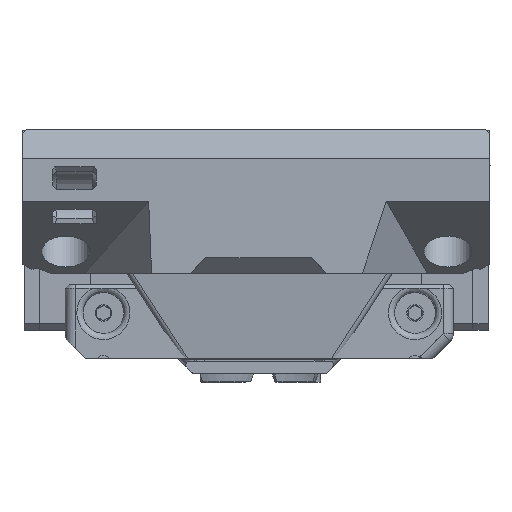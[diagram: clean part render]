
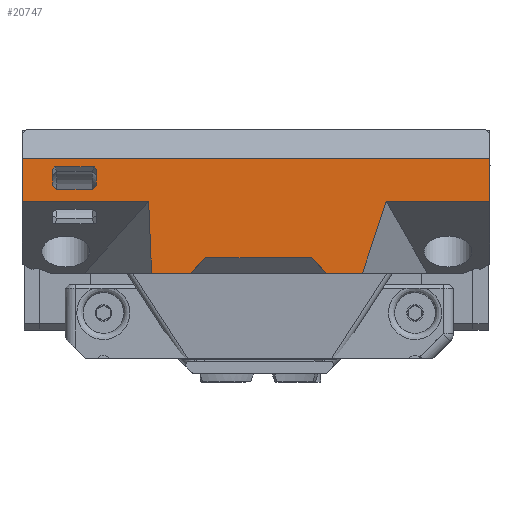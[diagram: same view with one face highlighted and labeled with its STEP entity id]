
A CAD part, top view. The second image highlights one B-rep face of the part: STEP entity #20747.
In plain terms, the highlighted planar face has unit normal (0, 0, 1).
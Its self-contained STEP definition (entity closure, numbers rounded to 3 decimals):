
#473=B_SPLINE_CURVE_WITH_KNOTS('',3,(#37686,#37687,#37688,#37689),
 .UNSPECIFIED.,.F.,.F.,(4,4),(0.012,0.045),
 .UNSPECIFIED.);
#476=B_SPLINE_CURVE_WITH_KNOTS('',3,(#37721,#37722,#37723,#37724),
 .UNSPECIFIED.,.F.,.F.,(4,4),(-0.045,-0.012),
 .UNSPECIFIED.);
#921=FACE_BOUND('',#3775,.T.);
#1454=PLANE('',#22512);
#2507=FACE_OUTER_BOUND('',#3774,.T.);
#3774=EDGE_LOOP('',(#17704,#17705,#17706,#17707,#17708,#17709,#17710,#17711,
#17712,#17713,#17714,#17715));
#3775=EDGE_LOOP('',(#17716,#17717,#17718,#17719,#17720,#17721,#17722,#17723));
#5149=LINE('',#35365,#7036);
#5153=LINE('',#35373,#7040);
#5176=LINE('',#35422,#7063);
#5179=LINE('',#35427,#7066);
#5180=LINE('',#35429,#7067);
#5183=LINE('',#35497,#7070);
#5188=LINE('',#35612,#7075);
#5194=LINE('',#35633,#7081);
#5322=LINE('',#37698,#7209);
#5323=LINE('',#37728,#7210);
#5346=LINE('',#37773,#7233);
#5347=LINE('',#37777,#7234);
#5348=LINE('',#37779,#7235);
#5352=LINE('',#37787,#7239);
#5368=LINE('',#37825,#7255);
#5370=LINE('',#37829,#7257);
#5373=LINE('',#37836,#7260);
#5374=LINE('',#37838,#7261);
#7036=VECTOR('',#26261,10.);
#7040=VECTOR('',#26265,10.);
#7063=VECTOR('',#26302,10.);
#7066=VECTOR('',#26307,10.);
#7067=VECTOR('',#26310,10.);
#7070=VECTOR('',#26347,10.);
#7075=VECTOR('',#26360,10.);
#7081=VECTOR('',#26370,10.);
#7209=VECTOR('',#26720,10.);
#7210=VECTOR('',#26723,10.);
#7233=VECTOR('',#26774,10.);
#7234=VECTOR('',#26779,10.);
#7235=VECTOR('',#26782,10.);
#7239=VECTOR('',#26794,10.);
#7255=VECTOR('',#26838,10.);
#7257=VECTOR('',#26842,10.);
#7260=VECTOR('',#26851,10.);
#7261=VECTOR('',#26854,10.);
#9619=VERTEX_POINT('',#35362);
#9620=VERTEX_POINT('',#35364);
#9623=VERTEX_POINT('',#35370);
#9624=VERTEX_POINT('',#35372);
#9643=VERTEX_POINT('',#35421);
#9644=VERTEX_POINT('',#35425);
#9662=VERTEX_POINT('',#35488);
#9663=VERTEX_POINT('',#35496);
#9678=VERTEX_POINT('',#35609);
#9679=VERTEX_POINT('',#35611);
#9682=VERTEX_POINT('',#35624);
#9685=VERTEX_POINT('',#35631);
#9859=VERTEX_POINT('',#37685);
#9860=VERTEX_POINT('',#37697);
#9861=VERTEX_POINT('',#37726);
#9862=VERTEX_POINT('',#37727);
#9870=VERTEX_POINT('',#37771);
#9871=VERTEX_POINT('',#37775);
#9879=VERTEX_POINT('',#37824);
#9880=VERTEX_POINT('',#37828);
#12203=EDGE_CURVE('',#9620,#9619,#5149,.T.);
#12207=EDGE_CURVE('',#9624,#9623,#5153,.T.);
#12232=EDGE_CURVE('',#9620,#9643,#5176,.T.);
#12235=EDGE_CURVE('',#9644,#9623,#5179,.T.);
#12236=EDGE_CURVE('',#9644,#9643,#5180,.T.);
#12256=EDGE_CURVE('',#9663,#9662,#5183,.T.);
#12276=EDGE_CURVE('',#9679,#9678,#5188,.T.);
#12284=EDGE_CURVE('',#9682,#9685,#5194,.T.);
#12540=EDGE_CURVE('',#9679,#9859,#473,.T.);
#12542=EDGE_CURVE('',#9859,#9860,#5322,.T.);
#12544=EDGE_CURVE('',#9860,#9662,#476,.T.);
#12545=EDGE_CURVE('',#9861,#9862,#5323,.T.);
#12569=EDGE_CURVE('',#9678,#9870,#5346,.T.);
#12571=EDGE_CURVE('',#9870,#9871,#5347,.T.);
#12572=EDGE_CURVE('',#9871,#9663,#5348,.T.);
#12576=EDGE_CURVE('',#9682,#9862,#5352,.T.);
#12593=EDGE_CURVE('',#9861,#9879,#5368,.T.);
#12595=EDGE_CURVE('',#9880,#9879,#5370,.T.);
#12599=EDGE_CURVE('',#9880,#9619,#5373,.T.);
#12600=EDGE_CURVE('',#9685,#9624,#5374,.T.);
#17704=ORIENTED_EDGE('',*,*,#12599,.F.);
#17705=ORIENTED_EDGE('',*,*,#12595,.T.);
#17706=ORIENTED_EDGE('',*,*,#12593,.F.);
#17707=ORIENTED_EDGE('',*,*,#12545,.T.);
#17708=ORIENTED_EDGE('',*,*,#12576,.F.);
#17709=ORIENTED_EDGE('',*,*,#12284,.T.);
#17710=ORIENTED_EDGE('',*,*,#12600,.T.);
#17711=ORIENTED_EDGE('',*,*,#12207,.T.);
#17712=ORIENTED_EDGE('',*,*,#12235,.F.);
#17713=ORIENTED_EDGE('',*,*,#12236,.T.);
#17714=ORIENTED_EDGE('',*,*,#12232,.F.);
#17715=ORIENTED_EDGE('',*,*,#12203,.T.);
#17716=ORIENTED_EDGE('',*,*,#12256,.T.);
#17717=ORIENTED_EDGE('',*,*,#12544,.F.);
#17718=ORIENTED_EDGE('',*,*,#12542,.F.);
#17719=ORIENTED_EDGE('',*,*,#12540,.F.);
#17720=ORIENTED_EDGE('',*,*,#12276,.T.);
#17721=ORIENTED_EDGE('',*,*,#12569,.T.);
#17722=ORIENTED_EDGE('',*,*,#12571,.T.);
#17723=ORIENTED_EDGE('',*,*,#12572,.T.);
#20747=ADVANCED_FACE('',(#2507,#921),#1454,.F.);
#22512=AXIS2_PLACEMENT_3D('',#37837,#26852,#26853);
#26261=DIRECTION('',(-1.,0.,0.));
#26265=DIRECTION('',(-1.,0.,0.));
#26302=DIRECTION('',(0.707,-0.707,0.));
#26307=DIRECTION('',(0.707,0.707,0.));
#26310=DIRECTION('',(-1.,0.,0.));
#26347=DIRECTION('',(0.,-1.,0.));
#26360=DIRECTION('',(0.,1.,0.));
#26370=DIRECTION('',(-1.,0.,0.));
#26720=DIRECTION('',(1.,0.,0.));
#26723=DIRECTION('',(1.,0.,0.));
#26774=DIRECTION('',(0.707,0.707,0.));
#26779=DIRECTION('',(1.,0.,0.));
#26782=DIRECTION('',(0.707,-0.707,0.));
#26794=DIRECTION('',(0.,-1.,0.));
#26838=DIRECTION('',(0.,1.,0.));
#26842=DIRECTION('',(-1.,0.,0.));
#26851=DIRECTION('',(0.317,0.948,0.));
#26852=DIRECTION('center_axis',(0.,0.,
-1.));
#26853=DIRECTION('ref_axis',(0.,1.,0.));
#26854=DIRECTION('',(-0.041,0.999,0.));
#35362=CARTESIAN_POINT('',(-10.391,36.013,76.238));
#35364=CARTESIAN_POINT('',(-6.899,36.013,76.238));
#35365=CARTESIAN_POINT('',(-10.001,36.013,76.238));
#35370=CARTESIAN_POINT('',(6.429,36.013,76.238));
#35372=CARTESIAN_POINT('',(10.234,36.013,76.238));
#35373=CARTESIAN_POINT('',(-10.001,36.013,76.238));
#35421=CARTESIAN_POINT('',(-5.399,34.513,76.238));
#35422=CARTESIAN_POINT('',(-6.582,35.697,76.238));
#35425=CARTESIAN_POINT('',(4.929,34.513,76.238));
#35427=CARTESIAN_POINT('',(-3.678,25.906,76.238));
#35429=CARTESIAN_POINT('',(-10.276,34.513,76.238));
#35488=CARTESIAN_POINT('',(19.934,25.847,76.238));
#35496=CARTESIAN_POINT('',(19.934,27.413,76.238));
#35497=CARTESIAN_POINT('',(19.934,26.561,76.238));
#35609=CARTESIAN_POINT('',(15.634,27.413,76.238));
#35611=CARTESIAN_POINT('',(15.634,25.847,76.238));
#35612=CARTESIAN_POINT('',(15.634,26.882,76.238));
#35624=CARTESIAN_POINT('',(22.92,29.013,76.238));
#35631=CARTESIAN_POINT('',(10.524,29.013,76.238));
#35633=CARTESIAN_POINT('',(-19.241,29.013,76.238));
#37685=CARTESIAN_POINT('',(15.869,25.613,76.238));
#37686=CARTESIAN_POINT('Ctrl Pts',(15.634,25.847,76.238));
#37687=CARTESIAN_POINT('Ctrl Pts',(15.713,25.769,76.238));
#37688=CARTESIAN_POINT('Ctrl Pts',(15.791,25.691,76.238));
#37689=CARTESIAN_POINT('Ctrl Pts',(15.869,25.613,76.238));
#37697=CARTESIAN_POINT('',(19.7,25.613,76.238));
#37698=CARTESIAN_POINT('',(17.784,25.613,76.238));
#37721=CARTESIAN_POINT('Ctrl Pts',(19.7,25.613,76.238));
#37722=CARTESIAN_POINT('Ctrl Pts',(19.778,25.691,76.238));
#37723=CARTESIAN_POINT('Ctrl Pts',(19.856,25.769,76.238));
#37724=CARTESIAN_POINT('Ctrl Pts',(19.934,25.847,76.238));
#37726=CARTESIAN_POINT('',(-22.881,24.794,76.238));
#37727=CARTESIAN_POINT('',(22.92,24.794,76.238));
#37728=CARTESIAN_POINT('',(-8.033,24.794,76.238));
#37771=CARTESIAN_POINT('',(16.034,27.813,76.238));
#37773=CARTESIAN_POINT('',(15.834,27.613,76.238));
#37775=CARTESIAN_POINT('',(19.534,27.813,76.238));
#37777=CARTESIAN_POINT('',(17.784,27.813,76.238));
#37779=CARTESIAN_POINT('',(19.734,27.613,76.238));
#37787=CARTESIAN_POINT('',(22.92,29.439,76.238));
#37824=CARTESIAN_POINT('',(-22.881,29.013,76.238));
#37825=CARTESIAN_POINT('',(-22.881,20.08,76.238));
#37828=CARTESIAN_POINT('',(-12.733,29.013,76.238));
#37829=CARTESIAN_POINT('',(-19.241,29.013,76.238));
#37836=CARTESIAN_POINT('',(-14.174,24.706,76.238));
#37837=CARTESIAN_POINT('Origin',(-20.066,23.08,76.238));
#37838=CARTESIAN_POINT('',(10.335,33.574,76.238));
